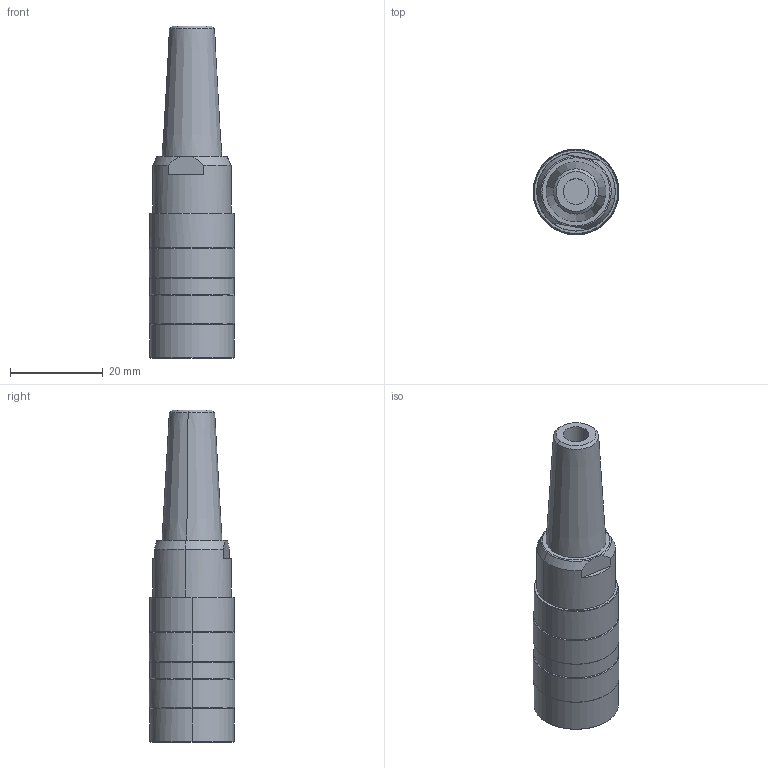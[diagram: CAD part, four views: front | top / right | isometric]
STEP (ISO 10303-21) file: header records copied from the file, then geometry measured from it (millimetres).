
FILE_DESCRIPTION(('CATIA V5 STEP Exchange','CAx-IF Rec.Pracs.--- Model Styling and Organization---1.5--- 2016-08-15','CAx-IF Rec.Pracs.---Supplemental Geometry---1.0---2011-11-01','CAx-IF Rec.Pracs.--- Composite Materials ---1.1---2010-07-15'),'2;1');
FILE_NAME ('268118-3_0', '2025-08-20T09:34:48+00:00', ('none'), ('Weidmueller'), 'CATIA Version 5-6 Release 2024 SP4', 'CATIA V5 STEP AP214 v3', 'none');
FILE_SCHEMA(('AUTOMOTIVE_DESIGN { 1 0 10303 214 1 1 1 1 }'));
Length unit declared in the file: millimetre
Products named in the file (1): 1321690000
Bounding box: 18.5 x 18.5 x 71.5 mm (x, y, z)
Volume: 12883.9 mm3; surface area: 4707.9 mm2
Topology: 1 solids, 2 shells, 92 faces, 214 edges, 134 vertices
Faces by surface type: cylinder 31, plane 29, cone 28, torus 2, bspline 2
Entity records: 3776 total; most frequent: CARTESIAN_POINT 1723, ORIENTED_EDGE 428, DIRECTION 350, EDGE_CURVE 214, AXIS2_PLACEMENT_3D 165, VERTEX_POINT 134, VECTOR 101, LINE 101
